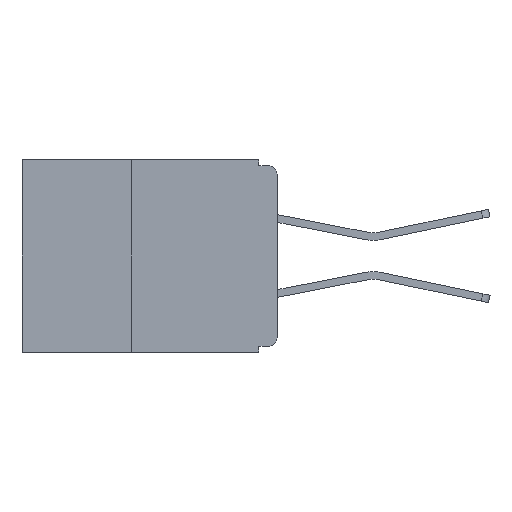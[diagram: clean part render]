
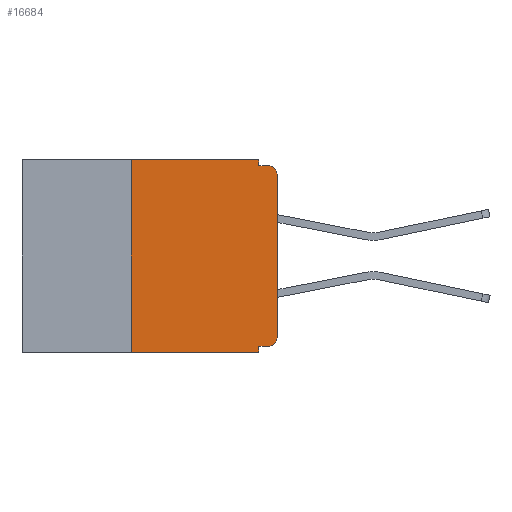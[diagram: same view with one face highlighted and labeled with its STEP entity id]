
A CAD part, left-side view. The second image highlights one B-rep face of the part: STEP entity #16684.
In plain terms, the highlighted planar face has unit normal (-1, 0, 0).
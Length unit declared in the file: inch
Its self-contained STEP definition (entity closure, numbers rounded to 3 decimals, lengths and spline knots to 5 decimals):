
#866 = LINE ( 'NONE', #16510, #18081 ) ;
#875 = LINE ( 'NONE', #8806, #4650 ) ;
#886 = EDGE_CURVE ( 'NONE', #12210, #10459, #2882, .T. ) ;
#955 = VECTOR ( 'NONE', #8485, 39.37008 ) ;
#1451 = DIRECTION ( 'NONE',  ( 0., 0., -1. ) ) ;
#1495 = AXIS2_PLACEMENT_3D ( 'NONE', #3101, #14409, #4702 ) ;
#2357 = EDGE_CURVE ( 'NONE', #13575, #9941, #12666, .T. ) ;
#2640 = EDGE_CURVE ( 'NONE', #13590, #10459, #19503, .T. ) ;
#2882 = LINE ( 'NONE', #8417, #15771 ) ;
#3101 = CARTESIAN_POINT ( 'NONE',  ( 0., 0.015, -0.305 ) ) ;
#3290 = EDGE_CURVE ( 'NONE', #19985, #13590, #12111, .T. ) ;
#3305 = VECTOR ( 'NONE', #16707, 39.37008 ) ;
#4650 = VECTOR ( 'NONE', #7165, 39.37008 ) ;
#4702 = DIRECTION ( 'NONE',  ( 0., 0., -1. ) ) ;
#4805 = DIRECTION ( 'NONE',  ( 0., 0., 1. ) ) ;
#5288 = CARTESIAN_POINT ( 'NONE',  ( 0., 0.437, 0. ) ) ;
#5341 = CARTESIAN_POINT ( 'NONE',  ( 0., 0.031, -0.33 ) ) ;
#5604 = CARTESIAN_POINT ( 'NONE',  ( 0., 0., -0.32 ) ) ;
#5852 = ORIENTED_EDGE ( 'NONE', *, *, #3290, .F. ) ;
#6134 = CARTESIAN_POINT ( 'NONE',  ( 0., 0., -0.305 ) ) ;
#6152 = VERTEX_POINT ( 'NONE', #8586 ) ;
#6231 = PLANE ( 'NONE',  #17345 ) ;
#6246 = LINE ( 'NONE', #5288, #955 ) ;
#6509 = EDGE_CURVE ( 'NONE', #19985, #7608, #8008, .T. ) ;
#7106 = CARTESIAN_POINT ( 'NONE',  ( 0., 0.031, 0. ) ) ;
#7165 = DIRECTION ( 'NONE',  ( 0., -1., 0. ) ) ;
#7175 = CARTESIAN_POINT ( 'NONE',  ( 0., 0.031, -0.32 ) ) ;
#7568 = ORIENTED_EDGE ( 'NONE', *, *, #9880, .T. ) ;
#7608 = VERTEX_POINT ( 'NONE', #6134 ) ;
#7897 = VERTEX_POINT ( 'NONE', #16402 ) ;
#7941 = ORIENTED_EDGE ( 'NONE', *, *, #6509, .T. ) ;
#8008 = CIRCLE ( 'NONE', #1495, 0.015 ) ;
#8096 = ORIENTED_EDGE ( 'NONE', *, *, #2640, .F. ) ;
#8104 = CIRCLE ( 'NONE', #17543, 0.015 ) ;
#8417 = CARTESIAN_POINT ( 'NONE',  ( 0., 0.437, -0.33 ) ) ;
#8440 = DIRECTION ( 'NONE',  ( 0., -1., 0. ) ) ;
#8485 = DIRECTION ( 'NONE',  ( 0., -1., 0. ) ) ;
#8503 = ORIENTED_EDGE ( 'NONE', *, *, #15255, .F. ) ;
#8544 = CARTESIAN_POINT ( 'NONE',  ( 0., 0.015, -0.01 ) ) ;
#8586 = CARTESIAN_POINT ( 'NONE',  ( 0., 0.25, 0. ) ) ;
#8806 = CARTESIAN_POINT ( 'NONE',  ( 0., 0., -0.01 ) ) ;
#8946 = ORIENTED_EDGE ( 'NONE', *, *, #886, .T. ) ;
#9306 = ORIENTED_EDGE ( 'NONE', *, *, #9368, .F. ) ;
#9346 = CARTESIAN_POINT ( 'NONE',  ( 0., 0.015, -0.025 ) ) ;
#9368 = EDGE_CURVE ( 'NONE', #12210, #6152, #866, .T. ) ;
#9477 = CARTESIAN_POINT ( 'NONE',  ( 0., 0.437, 0. ) ) ;
#9880 = EDGE_CURVE ( 'NONE', #7608, #7897, #20346, .T. ) ;
#9941 = VERTEX_POINT ( 'NONE', #11388 ) ;
#10415 = CARTESIAN_POINT ( 'NONE',  ( 0., 0.015, -0.32 ) ) ;
#10459 = VERTEX_POINT ( 'NONE', #14639 ) ;
#10946 = EDGE_CURVE ( 'NONE', #7897, #19225, #8104, .T. ) ;
#10978 = DIRECTION ( 'NONE',  ( 0., 0., -1. ) ) ;
#11104 = DIRECTION ( 'NONE',  ( 1., 0., 0. ) ) ;
#11388 = CARTESIAN_POINT ( 'NONE',  ( 0., 0.031, -0.01 ) ) ;
#11597 = VECTOR ( 'NONE', #15335, 39.37008 ) ;
#11675 = EDGE_LOOP ( 'NONE', ( #7568, #12873, #8503, #16588, #18188, #9306, #8946, #8096, #5852, #7941 ) ) ;
#11791 = CARTESIAN_POINT ( 'NONE',  ( 0., 0.25, -0.33 ) ) ;
#12111 = LINE ( 'NONE', #5604, #11597 ) ;
#12210 = VERTEX_POINT ( 'NONE', #11791 ) ;
#12666 = LINE ( 'NONE', #16136, #16466 ) ;
#12873 = ORIENTED_EDGE ( 'NONE', *, *, #10946, .T. ) ;
#12881 = CARTESIAN_POINT ( 'NONE',  ( 0., 0., 0. ) ) ;
#13261 = DIRECTION ( 'NONE',  ( 0., 0., 1. ) ) ;
#13482 = EDGE_CURVE ( 'NONE', #6152, #13575, #6246, .T. ) ;
#13575 = VERTEX_POINT ( 'NONE', #7106 ) ;
#13590 = VERTEX_POINT ( 'NONE', #7175 ) ;
#14409 = DIRECTION ( 'NONE',  ( -1., 0., 0. ) ) ;
#14639 = CARTESIAN_POINT ( 'NONE',  ( 0., 0.031, -0.33 ) ) ;
#15255 = EDGE_CURVE ( 'NONE', #9941, #19225, #875, .T. ) ;
#15335 = DIRECTION ( 'NONE',  ( 0., 1., 0. ) ) ;
#15514 = VECTOR ( 'NONE', #4805, 39.37008 ) ;
#15771 = VECTOR ( 'NONE', #8440, 39.37008 ) ;
#16136 = CARTESIAN_POINT ( 'NONE',  ( 0., 0.031, 0. ) ) ;
#16402 = CARTESIAN_POINT ( 'NONE',  ( 0., 0., -0.025 ) ) ;
#16466 = VECTOR ( 'NONE', #17347, 39.37008 ) ;
#16510 = CARTESIAN_POINT ( 'NONE',  ( 0., 0.25, -0.33 ) ) ;
#16588 = ORIENTED_EDGE ( 'NONE', *, *, #2357, .F. ) ;
#16684 = ADVANCED_FACE ( 'NONE', ( #17255 ), #6231, .F. ) ;
#16707 = DIRECTION ( 'NONE',  ( 0., 0., -1. ) ) ;
#17255 = FACE_OUTER_BOUND ( 'NONE', #11675, .T. ) ;
#17345 = AXIS2_PLACEMENT_3D ( 'NONE', #9477, #11104, #1451 ) ;
#17347 = DIRECTION ( 'NONE',  ( 0., 0., -1. ) ) ;
#17543 = AXIS2_PLACEMENT_3D ( 'NONE', #9346, #20704, #10978 ) ;
#18081 = VECTOR ( 'NONE', #13261, 39.37008 ) ;
#18188 = ORIENTED_EDGE ( 'NONE', *, *, #13482, .F. ) ;
#19225 = VERTEX_POINT ( 'NONE', #8544 ) ;
#19503 = LINE ( 'NONE', #5341, #3305 ) ;
#19985 = VERTEX_POINT ( 'NONE', #10415 ) ;
#20346 = LINE ( 'NONE', #12881, #15514 ) ;
#20704 = DIRECTION ( 'NONE',  ( -1., 0., 0. ) ) ;
